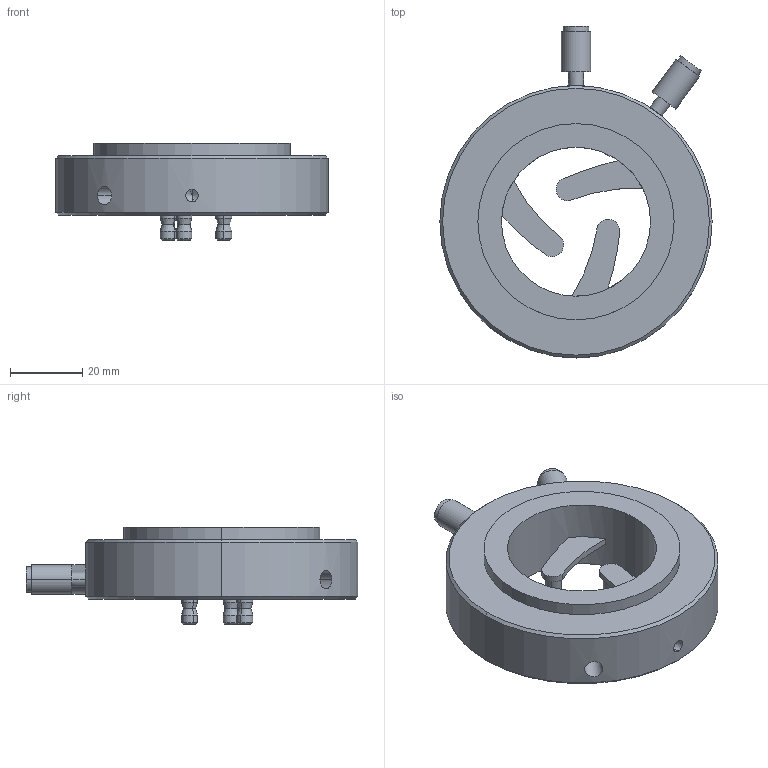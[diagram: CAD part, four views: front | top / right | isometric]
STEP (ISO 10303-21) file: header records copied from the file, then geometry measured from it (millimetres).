
FILE_DESCRIPTION((''),'2;1');
FILE_NAME('LCM-1','2024-06-26T17:33:35',('Administrator'),(''),'CREO PARAMETRIC BY PTC INC, 2020184','CREO PARAMETRIC BY PTC INC, 2020184','');
FILE_SCHEMA(('AUTOMOTIVE_DESIGN { 1 0 10303 214 1 1 1 1 }'));
Length unit declared in the file: inch
Products named in the file (1): LCM-1
Bounding box: 75.44 x 91.95 x 26.95 mm (x, y, z)
Volume: 57336.2 mm3; surface area: 15960.5 mm2
Topology: 1 solids, 1 shells, 91 faces, 209 edges, 125 vertices
Faces by surface type: cylinder 44, cone 32, plane 15
Entity records: 3380 total; most frequent: CARTESIAN_POINT 519, DIRECTION 479, ORIENTED_EDGE 398, PRESENTATION_STYLE_ASSIGNMENT 201, STYLED_ITEM 201, CURVE_STYLE 200, EDGE_CURVE 199, AXIS2_PLACEMENT_3D 196
